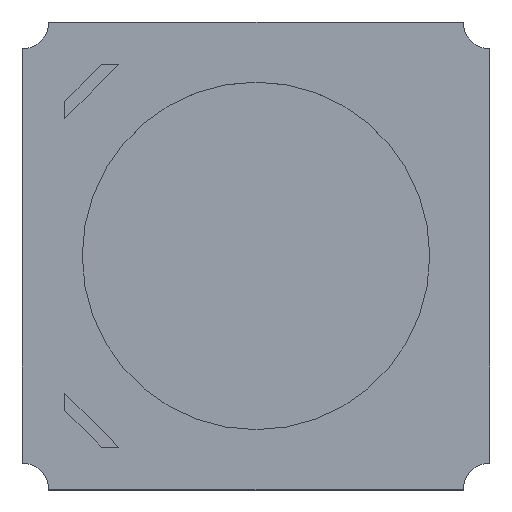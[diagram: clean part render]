
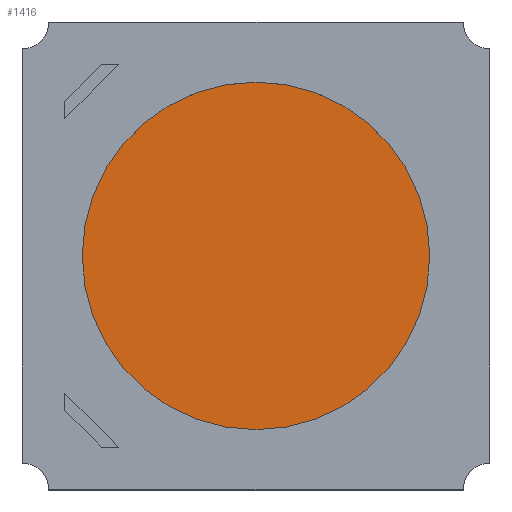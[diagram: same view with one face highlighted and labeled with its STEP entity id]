
A CAD part, top view. The second image highlights one B-rep face of the part: STEP entity #1416.
In plain terms, the highlighted planar face has unit normal (0, 0, 1).
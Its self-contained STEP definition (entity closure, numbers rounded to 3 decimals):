
#685 = CYLINDRICAL_SURFACE('',#686,1.3);
#686 = AXIS2_PLACEMENT_3D('',#687,#688,#689);
#687 = CARTESIAN_POINT('',(0.,0.,0.8));
#688 = DIRECTION('',(0.,0.,1.));
#689 = DIRECTION('',(1.,0.,0.));
#1158 = VERTEX_POINT('',#1159);
#1159 = CARTESIAN_POINT('',(1.3,0.,0.7));
#1180 = EDGE_CURVE('',#1158,#1158,#1181,.T.);
#1181 = SURFACE_CURVE('',#1182,(#1187,#1194),.PCURVE_S1.);
#1182 = CIRCLE('',#1183,1.3);
#1183 = AXIS2_PLACEMENT_3D('',#1184,#1185,#1186);
#1184 = CARTESIAN_POINT('',(0.,0.,0.7));
#1185 = DIRECTION('',(0.,0.,1.));
#1186 = DIRECTION('',(1.,0.,0.));
#1187 = PCURVE('',#685,#1188);
#1188 = DEFINITIONAL_REPRESENTATION('',(#1189),#1193);
#1189 = LINE('',#1190,#1191);
#1190 = CARTESIAN_POINT('',(0.,-0.1));
#1191 = VECTOR('',#1192,1.);
#1192 = DIRECTION('',(1.,0.));
#1193 = ( GEOMETRIC_REPRESENTATION_CONTEXT(2) 
PARAMETRIC_REPRESENTATION_CONTEXT() REPRESENTATION_CONTEXT('2D SPACE',''
  ) );
#1194 = PCURVE('',#1195,#1200);
#1195 = PLANE('',#1196);
#1196 = AXIS2_PLACEMENT_3D('',#1197,#1198,#1199);
#1197 = CARTESIAN_POINT('',(0.,0.,0.7)
  );
#1198 = DIRECTION('',(0.,0.,1.));
#1199 = DIRECTION('',(0.,1.,0.));
#1200 = DEFINITIONAL_REPRESENTATION('',(#1201),#1205);
#1201 = CIRCLE('',#1202,1.3);
#1202 = AXIS2_PLACEMENT_2D('',#1203,#1204);
#1203 = CARTESIAN_POINT('',(0.,0.));
#1204 = DIRECTION('',(0.,-1.));
#1205 = ( GEOMETRIC_REPRESENTATION_CONTEXT(2) 
PARAMETRIC_REPRESENTATION_CONTEXT() REPRESENTATION_CONTEXT('2D SPACE',''
  ) );
#1416 = ADVANCED_FACE('',(#1417),#1195,.T.);
#1417 = FACE_BOUND('',#1418,.T.);
#1418 = EDGE_LOOP('',(#1419));
#1419 = ORIENTED_EDGE('',*,*,#1180,.T.);
